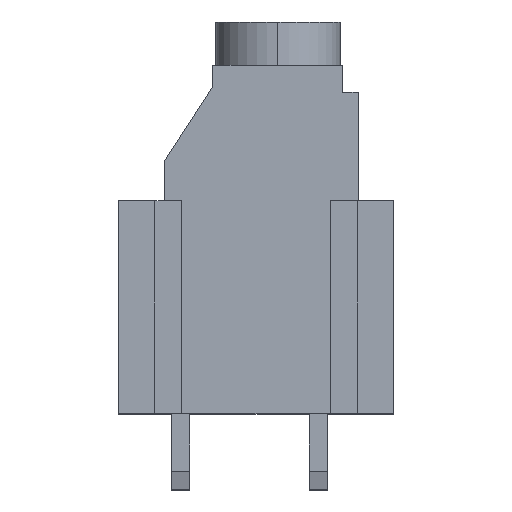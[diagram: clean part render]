
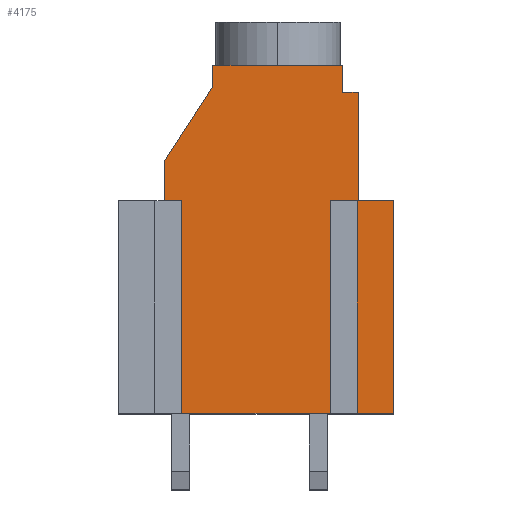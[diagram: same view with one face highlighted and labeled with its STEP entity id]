
A CAD part, top view. The second image highlights one B-rep face of the part: STEP entity #4175.
In plain terms, the highlighted planar face has unit normal (0, 0, 1).
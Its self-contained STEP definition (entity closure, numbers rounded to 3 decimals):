
#57 = LINE ( 'NONE', #3810, #3692 ) ;
#68 = ORIENTED_EDGE ( 'NONE', *, *, #402, .F. ) ;
#70 = CARTESIAN_POINT ( 'NONE',  ( 5.22, 19.3, 28.56 ) ) ;
#107 = EDGE_CURVE ( 'NONE', #1478, #1011, #1553, .T. ) ;
#195 = CARTESIAN_POINT ( 'NONE',  ( 15.22, 11.8, 28.56 ) ) ;
#279 = VECTOR ( 'NONE', #4065, 1000. ) ;
#311 = ORIENTED_EDGE ( 'NONE', *, *, #3772, .F. ) ;
#402 = EDGE_CURVE ( 'NONE', #2478, #417, #2994, .T. ) ;
#417 = VERTEX_POINT ( 'NONE', #2382 ) ;
#419 = LINE ( 'NONE', #1159, #2119 ) ;
#422 = CARTESIAN_POINT ( 'NONE',  ( 5.22, 19.3, 28.56 ) ) ;
#508 = CARTESIAN_POINT ( 'NONE',  ( 5.22, 18.15, 28.56 ) ) ;
#552 = VERTEX_POINT ( 'NONE', #3223 ) ;
#555 = CARTESIAN_POINT ( 'NONE',  ( 3.5, 0., 28.56 ) ) ;
#623 = VERTEX_POINT ( 'NONE', #3587 ) ;
#641 = ORIENTED_EDGE ( 'NONE', *, *, #1235, .F. ) ;
#673 = CARTESIAN_POINT ( 'NONE',  ( 13.27, 17.8, 28.56 ) ) ;
#685 = ORIENTED_EDGE ( 'NONE', *, *, #4399, .F. ) ;
#715 = DIRECTION ( 'NONE',  ( -1., 0., 0. ) ) ;
#833 = VERTEX_POINT ( 'NONE', #841 ) ;
#841 = CARTESIAN_POINT ( 'NONE',  ( 11.72, 11.8, 28.56 ) ) ;
#852 = ORIENTED_EDGE ( 'NONE', *, *, #4240, .T. ) ;
#891 = DIRECTION ( 'NONE',  ( 0., 1., 0. ) ) ;
#970 = DIRECTION ( 'NONE',  ( 0., -1., 0. ) ) ;
#977 = DIRECTION ( 'NONE',  ( -1., 0., 0. ) ) ;
#1011 = VERTEX_POINT ( 'NONE', #2762 ) ;
#1024 = CARTESIAN_POINT ( 'NONE',  ( 0., 0., 28.56 ) ) ;
#1026 = DIRECTION ( 'NONE',  ( 0., 1., 0. ) ) ;
#1138 = EDGE_CURVE ( 'NONE', #1011, #2399, #2394, .T. ) ;
#1146 = CARTESIAN_POINT ( 'NONE',  ( 13.27, 17.8, 28.56 ) ) ;
#1159 = CARTESIAN_POINT ( 'NONE',  ( 12.42, 17.8, 28.56 ) ) ;
#1164 = EDGE_CURVE ( 'NONE', #1681, #3323, #2293, .T. ) ;
#1167 = ORIENTED_EDGE ( 'NONE', *, *, #2741, .F. ) ;
#1173 = VECTOR ( 'NONE', #3410, 1000. ) ;
#1189 = CARTESIAN_POINT ( 'NONE',  ( 3.5, 0., 28.56 ) ) ;
#1226 = LINE ( 'NONE', #2221, #2024 ) ;
#1235 = EDGE_CURVE ( 'NONE', #623, #2558, #2872, .T. ) ;
#1248 = CARTESIAN_POINT ( 'NONE',  ( 12.42, 19.3, 28.56 ) ) ;
#1260 = ORIENTED_EDGE ( 'NONE', *, *, #1138, .F. ) ;
#1367 = CARTESIAN_POINT ( 'NONE',  ( 12.42, 11.8, 28.56 ) ) ;
#1382 = VERTEX_POINT ( 'NONE', #555 ) ;
#1411 = ORIENTED_EDGE ( 'NONE', *, *, #107, .F. ) ;
#1473 = ORIENTED_EDGE ( 'NONE', *, *, #1861, .F. ) ;
#1478 = VERTEX_POINT ( 'NONE', #673 ) ;
#1553 = LINE ( 'NONE', #1146, #4279 ) ;
#1596 = ORIENTED_EDGE ( 'NONE', *, *, #2656, .F. ) ;
#1613 = VECTOR ( 'NONE', #1026, 1000. ) ;
#1663 = CARTESIAN_POINT ( 'NONE',  ( 12.42, 17.8, 28.56 ) ) ;
#1681 = VERTEX_POINT ( 'NONE', #70 ) ;
#1687 = VECTOR ( 'NONE', #3926, 1000. ) ;
#1717 = EDGE_CURVE ( 'NONE', #2558, #1681, #2887, .T. ) ;
#1784 = DIRECTION ( 'NONE',  ( -1., 0., 0. ) ) ;
#1792 = ORIENTED_EDGE ( 'NONE', *, *, #1164, .F. ) ;
#1843 = DIRECTION ( 'NONE',  ( 0., -1., 0. ) ) ;
#1861 = EDGE_CURVE ( 'NONE', #4282, #2478, #1226, .T. ) ;
#1885 = ORIENTED_EDGE ( 'NONE', *, *, #1717, .F. ) ;
#1894 = CARTESIAN_POINT ( 'NONE',  ( 12.42, 19.3, 28.56 ) ) ;
#1964 = VECTOR ( 'NONE', #2814, 1000. ) ;
#1975 = LINE ( 'NONE', #1367, #1173 ) ;
#1988 = CARTESIAN_POINT ( 'NONE',  ( 11.72, 11.8, 28.56 ) ) ;
#1995 = DIRECTION ( 'NONE',  ( 0., 1., 0. ) ) ;
#2012 = LINE ( 'NONE', #1024, #3724 ) ;
#2024 = VECTOR ( 'NONE', #4371, 1000. ) ;
#2110 = EDGE_CURVE ( 'NONE', #3323, #2681, #1975, .T. ) ;
#2119 = VECTOR ( 'NONE', #3866, 1000. ) ;
#2187 = AXIS2_PLACEMENT_3D ( 'NONE', #2686, #3039, #977 ) ;
#2221 = CARTESIAN_POINT ( 'NONE',  ( 0., 0., 28.56 ) ) ;
#2269 = CARTESIAN_POINT ( 'NONE',  ( 15.22, 11.8, 28.56 ) ) ;
#2293 = LINE ( 'NONE', #1894, #4099 ) ;
#2346 = VECTOR ( 'NONE', #1995, 1000. ) ;
#2356 = PLANE ( 'NONE',  #2187 ) ;
#2382 = CARTESIAN_POINT ( 'NONE',  ( 13.22, 11.8, 28.56 ) ) ;
#2394 = LINE ( 'NONE', #2269, #3197 ) ;
#2399 = VERTEX_POINT ( 'NONE', #195 ) ;
#2478 = VERTEX_POINT ( 'NONE', #4168 ) ;
#2496 = VECTOR ( 'NONE', #715, 1000. ) ;
#2558 = VERTEX_POINT ( 'NONE', #3330 ) ;
#2592 = LINE ( 'NONE', #1189, #1687 ) ;
#2630 = EDGE_CURVE ( 'NONE', #833, #3807, #3351, .T. ) ;
#2656 = EDGE_CURVE ( 'NONE', #2945, #623, #3252, .T. ) ;
#2681 = VERTEX_POINT ( 'NONE', #1663 ) ;
#2686 = CARTESIAN_POINT ( 'NONE',  ( 84.482, 23.819, 28.56 ) ) ;
#2737 = CARTESIAN_POINT ( 'NONE',  ( 13.22, 11.8, 28.56 ) ) ;
#2741 = EDGE_CURVE ( 'NONE', #3807, #1382, #2012, .T. ) ;
#2762 = CARTESIAN_POINT ( 'NONE',  ( 13.27, 11.8, 28.56 ) ) ;
#2778 = VECTOR ( 'NONE', #891, 1000. ) ;
#2814 = DIRECTION ( 'NONE',  ( 0.543, 0.84, 0. ) ) ;
#2822 = ORIENTED_EDGE ( 'NONE', *, *, #3846, .T. ) ;
#2872 = LINE ( 'NONE', #508, #1964 ) ;
#2887 = LINE ( 'NONE', #422, #2778 ) ;
#2945 = VERTEX_POINT ( 'NONE', #4193 ) ;
#2994 = LINE ( 'NONE', #4428, #279 ) ;
#3039 = DIRECTION ( 'NONE',  ( 0., 0., -1. ) ) ;
#3077 = CARTESIAN_POINT ( 'NONE',  ( 15.22, 23.819, 28.56 ) ) ;
#3197 = VECTOR ( 'NONE', #3962, 1000. ) ;
#3223 = CARTESIAN_POINT ( 'NONE',  ( 3.5, 11.8, 28.56 ) ) ;
#3252 = LINE ( 'NONE', #3358, #2346 ) ;
#3323 = VERTEX_POINT ( 'NONE', #1248 ) ;
#3330 = CARTESIAN_POINT ( 'NONE',  ( 5.22, 18.15, 28.56 ) ) ;
#3351 = LINE ( 'NONE', #1988, #4155 ) ;
#3358 = CARTESIAN_POINT ( 'NONE',  ( 2.55, 11.8, 28.56 ) ) ;
#3410 = DIRECTION ( 'NONE',  ( 0., -1., 0. ) ) ;
#3508 = EDGE_CURVE ( 'NONE', #417, #833, #4100, .T. ) ;
#3587 = CARTESIAN_POINT ( 'NONE',  ( 2.55, 14.02, 28.56 ) ) ;
#3692 = VECTOR ( 'NONE', #1784, 1000. ) ;
#3724 = VECTOR ( 'NONE', #4437, 1000. ) ;
#3772 = EDGE_CURVE ( 'NONE', #2681, #1478, #419, .T. ) ;
#3807 = VERTEX_POINT ( 'NONE', #3902 ) ;
#3810 = CARTESIAN_POINT ( 'NONE',  ( 84.482, 11.8, 28.56 ) ) ;
#3816 = EDGE_LOOP ( 'NONE', ( #1167, #3927, #4057, #68, #1473, #852, #1260, #1411, #311, #4146, #1792, #1885, #641, #1596, #685, #2822 ) ) ;
#3846 = EDGE_CURVE ( 'NONE', #552, #1382, #2592, .T. ) ;
#3866 = DIRECTION ( 'NONE',  ( 1., 0., 0. ) ) ;
#3902 = CARTESIAN_POINT ( 'NONE',  ( 11.72, 0., 28.56 ) ) ;
#3921 = FACE_OUTER_BOUND ( 'NONE', #3816, .T. ) ;
#3926 = DIRECTION ( 'NONE',  ( 0., -1., 0. ) ) ;
#3927 = ORIENTED_EDGE ( 'NONE', *, *, #2630, .F. ) ;
#3950 = DIRECTION ( 'NONE',  ( 1., 0., 0. ) ) ;
#3962 = DIRECTION ( 'NONE',  ( 1., 0., 0. ) ) ;
#4057 = ORIENTED_EDGE ( 'NONE', *, *, #3508, .F. ) ;
#4065 = DIRECTION ( 'NONE',  ( 0., 1., 0. ) ) ;
#4099 = VECTOR ( 'NONE', #3950, 1000. ) ;
#4100 = LINE ( 'NONE', #2737, #2496 ) ;
#4110 = CARTESIAN_POINT ( 'NONE',  ( 15.22, 0., 28.56 ) ) ;
#4146 = ORIENTED_EDGE ( 'NONE', *, *, #2110, .F. ) ;
#4155 = VECTOR ( 'NONE', #970, 1000. ) ;
#4168 = CARTESIAN_POINT ( 'NONE',  ( 13.22, 0., 28.56 ) ) ;
#4175 = ADVANCED_FACE ( 'NONE', ( #3921 ), #2356, .F. ) ;
#4193 = CARTESIAN_POINT ( 'NONE',  ( 2.55, 11.8, 28.56 ) ) ;
#4228 = LINE ( 'NONE', #3077, #1613 ) ;
#4240 = EDGE_CURVE ( 'NONE', #4282, #2399, #4228, .T. ) ;
#4279 = VECTOR ( 'NONE', #1843, 1000. ) ;
#4282 = VERTEX_POINT ( 'NONE', #4110 ) ;
#4371 = DIRECTION ( 'NONE',  ( -1., 0., 0. ) ) ;
#4399 = EDGE_CURVE ( 'NONE', #552, #2945, #57, .T. ) ;
#4428 = CARTESIAN_POINT ( 'NONE',  ( 13.22, 0., 28.56 ) ) ;
#4437 = DIRECTION ( 'NONE',  ( -1., 0., 0. ) ) ;
